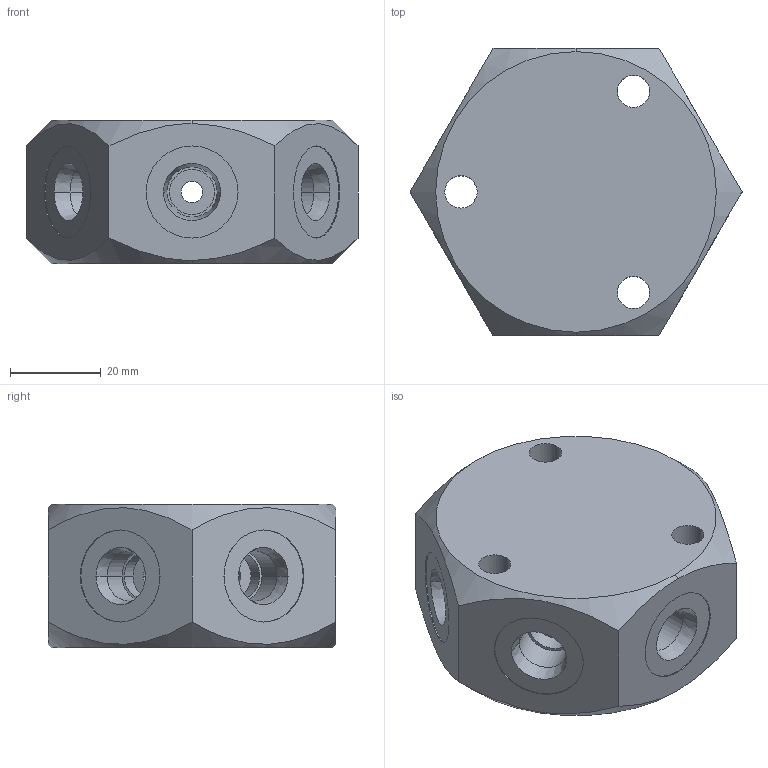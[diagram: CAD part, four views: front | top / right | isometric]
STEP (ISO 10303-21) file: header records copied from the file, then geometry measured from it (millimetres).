
FILE_DESCRIPTION((''),'2;1');
FILE_NAME('ILC31226624','2005-05-05T',('KR'),(''),'PRO/ENGINEER BY PARAMETRIC TECHNOLOGY CORPORATION, 2004290','PRO/ENGINEER BY PARAMETRIC TECHNOLOGY CORPORATION, 2004290','');
FILE_SCHEMA(('AUTOMOTIVE_DESIGN_CC2 { 1 2 10303 214 -1 1 5 2 }'));
Length unit declared in the file: inch
Products named in the file (1): ILC31226624
Bounding box: 73.32 x 63.5 x 31.75 mm (x, y, z)
Volume: 91973.8 mm3; surface area: 19724.3 mm2
Topology: 1 solids, 1 shells, 112 faces, 274 edges, 178 vertices
Faces by surface type: cylinder 60, plane 34, cone 18
Entity records: 3765 total; most frequent: CARTESIAN_POINT 908, DIRECTION 596, ORIENTED_EDGE 548, EDGE_CURVE 274, AXIS2_PLACEMENT_3D 250, VERTEX_POINT 178, EDGE_LOOP 144, CIRCLE 138
